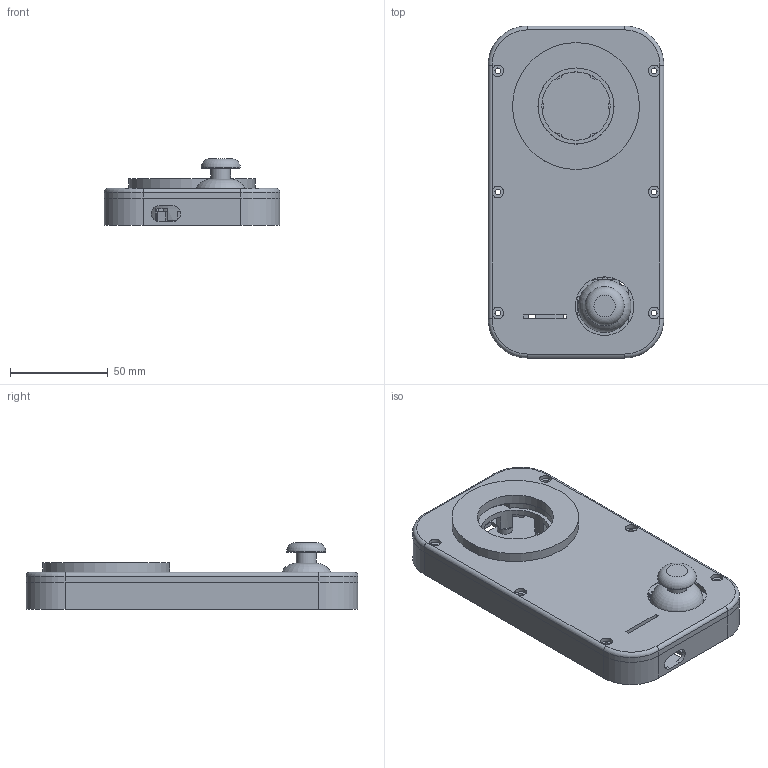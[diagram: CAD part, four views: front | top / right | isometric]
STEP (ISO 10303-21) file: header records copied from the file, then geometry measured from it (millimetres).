
FILE_DESCRIPTION(/* description */ ('CAx-IF Rec.Pracs.---Representation and Presentation of Product Manufacturing Information (PMI)---4.0---2014-10-13','CAx-IF Rec.Pracs.---3D Tessellated Geometry---0.4---2014-09-14','2;1'),/* implementation_level */ '2;1');
FILE_NAME(/* name */ 'NEWHANDWHEELBASE',/* time_stamp */ '2023-07-04T18:31:33+03:00',/* author */ (''),/* organization */ (''),/* preprocessor_version */ 'ST-DEVELOPER v16.7',/* originating_system */ $,/* authorisation */ $);
FILE_SCHEMA (('AP242_MANAGED_MODEL_BASED_3D_ENGINEERING_MIM_LF { 1 0 10303 442 20130219 1 4 }'));
Length unit declared in the file: millimetre
Products named in the file (8): NEWHANDWHEELBASE; NEWHANDWHEELBASE_POINTS; NEWHANDWHEELBASE_WF; NEWHANDWHEELBASE_SOLIDS; NEWencoder_housing; NEWencod; CAP; joy_stick_2a_step
Assembly tree (7 placements, depth 2):
  NEWHANDWHEELBASE
    NEWHANDWHEELBASE_POINTS
    NEWHANDWHEELBASE_WF
    NEWHANDWHEELBASE_SOLIDS
    NEWencoder_housing
    NEWencod
    CAP
    joy_stick_2a_step
Bounding box: 90 x 170 x 34.2 mm (x, y, z)
Volume: 123828.8 mm3; surface area: 93019.9 mm2
Topology: 29 solids, 29 shells, 482 faces, 1288 edges, 973 vertices
Faces by surface type: plane 323, cylinder 151, torus 7, cone 1
Full cylindrical faces by diameter (mm): 1 x8, 1.5 x20, 3 x32, 3.5 x2, 6 x12, 8 x6, 10.219 x1, 35 x1, 39 x1, 46 x1, 61 x1, 62.5 x1, 63 x1, 65 x1
Entity records: 15704 total; most frequent: DIRECTION 2655, CARTESIAN_POINT 2575, ORIENTED_EDGE 2212, EDGE_CURVE 1106, AXIS2_PLACEMENT_3D 965, LINE 805, VECTOR 805, VERTEX_POINT 764
